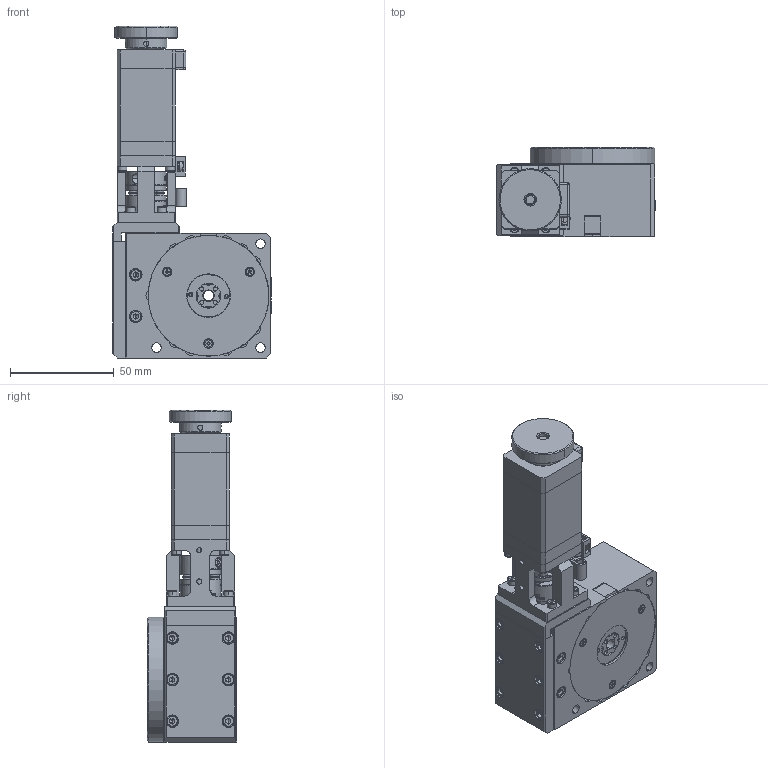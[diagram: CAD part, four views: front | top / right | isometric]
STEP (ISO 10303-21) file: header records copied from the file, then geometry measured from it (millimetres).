
FILE_DESCRIPTION (( 'STEP AP203' ), '1' );
FILE_NAME ('TBRF60L.step', '2019-05-06T08:35:34', ( '' ), ( '' ), 'SwSTEP 2.0', 'SolidWorks 2017', '' );
FILE_SCHEMA (( 'CONFIG_CONTROL_DESIGN' ));
Length unit declared in the file: millimetre
Products named in the file (1): TBRF60L
Bounding box: 76.1 x 43 x 159.7 mm (x, y, z)
Surface area: 50467.5 mm2 (no closed solid volume)
Topology: 0 solids, 98 shells, 1009 faces, 3862 edges, 2797 vertices
Faces by surface type: plane 489, cylinder 341, cone 109, torus 52, bspline 12, sphere 6
Entity records: 44910 total; most frequent: CARTESIAN_POINT 13770, DIRECTION 6245, ORIENTED_EDGE 5702, EDGE_CURVE 3820, VERTEX_POINT 2797, AXIS2_PLACEMENT_3D 2091, LINE 2063, VECTOR 2063
